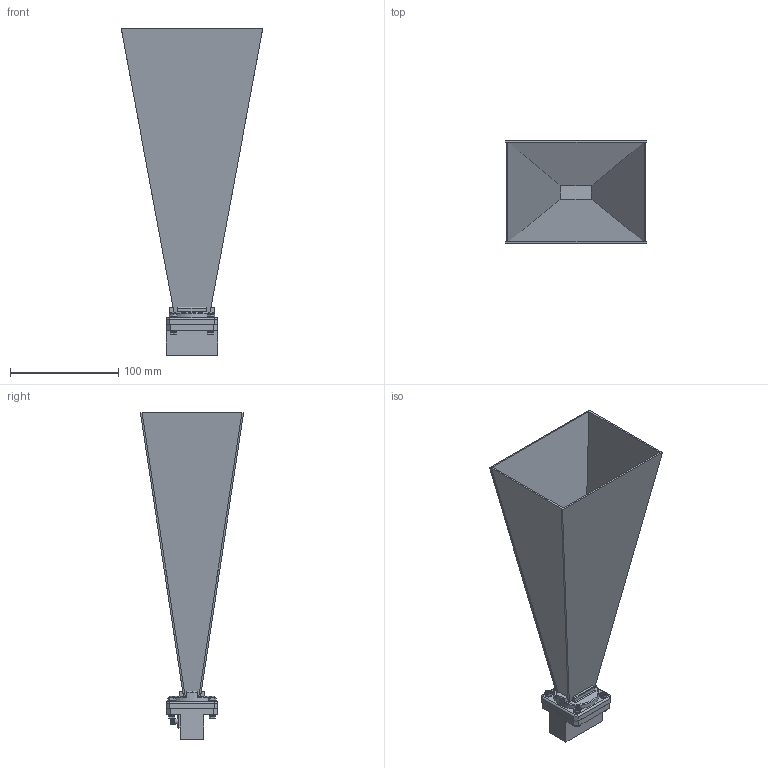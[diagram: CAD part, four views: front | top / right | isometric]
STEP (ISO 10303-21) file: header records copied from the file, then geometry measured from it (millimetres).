
FILE_DESCRIPTION (( 'STEP AP214' ), '1' );
FILE_NAME ('FM9858B-SF-20_3D.STEP', '2021-06-15T13:43:51', ( '' ), ( '' ), 'SwSTEP 2.0', 'SolidWorks 2020', '' );
FILE_SCHEMA (( 'AUTOMOTIVE_DESIGN' ));
Length unit declared in the file: millimetre
Products named in the file (6): PE9884; 6-32SH-HXx.625_92196A150; 6-32HN-NARROW_90730A007; PE9858B-20; FM9858B-SF-20_3D; 6-LW
Assembly tree (14 placements, depth 2):
  FM9858B-SF-20_3D
    PE9884
    PE9858B-20
    6-32SH-HXx.625_92196A150  x4
    6-32HN-NARROW_90730A007  x4
    6-LW  x4
Bounding box: 131.01 x 95.57 x 302.64 mm (x, y, z)
Volume: 158444.6 mm3; surface area: 164850.7 mm2
Topology: 14 solids, 18 shells, 1192 faces, 2801 edges, 1661 vertices
Faces by surface type: plane 722, cone 350, cylinder 64, bspline 43, torus 13
Full cylindrical faces by diameter (mm): 0.914 x1, 1.016 x1, 1.168 x1, 2.578 x4, 3.454 x4, 4.293 x4, 4.318 x4, 4.521 x1, 5.334 x2, 42.164 x1
Entity records: 24545 total; most frequent: CARTESIAN_POINT 13756, ORIENTED_EDGE 2328, DIRECTION 1880, EDGE_CURVE 1164, VERTEX_POINT 736, AXIS2_PLACEMENT_3D 705, EDGE_LOOP 570, FACE_OUTER_BOUND 518
